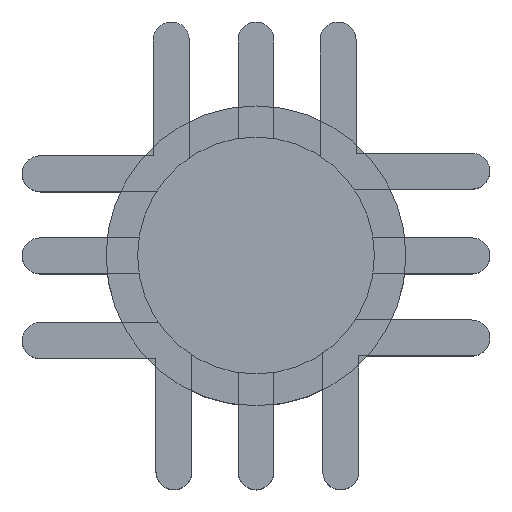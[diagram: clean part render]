
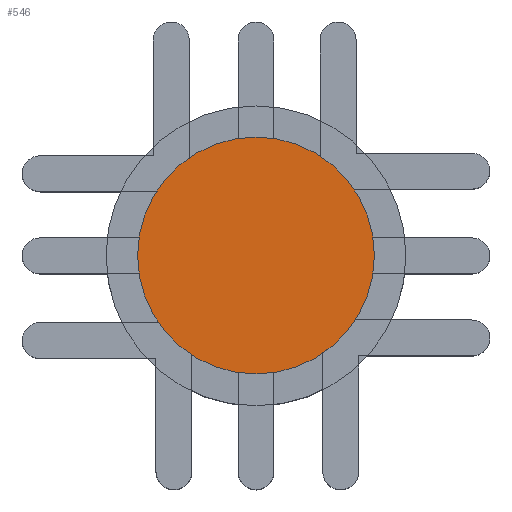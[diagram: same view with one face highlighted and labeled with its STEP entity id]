
A CAD part, top view. The second image highlights one B-rep face of the part: STEP entity #546.
In plain terms, the highlighted planar face has unit normal (0, 0, 1).
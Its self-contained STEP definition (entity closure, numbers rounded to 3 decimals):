
#93 = VERTEX_POINT ( 'NONE', #1546 ) ;
#124 = AXIS2_PLACEMENT_3D ( 'NONE', #463, #411, #420 ) ;
#152 = EDGE_CURVE ( 'NONE', #376, #93, #154, .T. ) ;
#154 = CIRCLE ( 'NONE', #406, 6.584 ) ;
#242 = CARTESIAN_POINT ( 'NONE',  ( 6.584, 0., 20. ) ) ;
#376 = VERTEX_POINT ( 'NONE', #242 ) ;
#406 = AXIS2_PLACEMENT_3D ( 'NONE', #1460, #1463, #1474 ) ;
#411 = DIRECTION ( 'NONE',  ( 0., 0., 1. ) ) ;
#420 = DIRECTION ( 'NONE',  ( 1., 0., 0. ) ) ;
#447 = FACE_OUTER_BOUND ( 'NONE', #912, .T. ) ;
#463 = CARTESIAN_POINT ( 'NONE',  ( 0., 0., 20. ) ) ;
#546 = ADVANCED_FACE ( 'NONE', ( #447 ), #1087, .T. ) ;
#790 = CIRCLE ( 'NONE', #124, 6.584 ) ;
#820 = AXIS2_PLACEMENT_3D ( 'NONE', #1106, #1193, #1100 ) ;
#912 = EDGE_LOOP ( 'NONE', ( #1227, #1246 ) ) ;
#991 = EDGE_CURVE ( 'NONE', #93, #376, #790, .T. ) ;
#1087 = PLANE ( 'NONE',  #820 ) ;
#1100 = DIRECTION ( 'NONE',  ( 1., 0., 0. ) ) ;
#1106 = CARTESIAN_POINT ( 'NONE',  ( 0., 0., 20. ) ) ;
#1193 = DIRECTION ( 'NONE',  ( 0., 0., 1. ) ) ;
#1227 = ORIENTED_EDGE ( 'NONE', *, *, #991, .T. ) ;
#1246 = ORIENTED_EDGE ( 'NONE', *, *, #152, .T. ) ;
#1460 = CARTESIAN_POINT ( 'NONE',  ( 0., 0., 20. ) ) ;
#1463 = DIRECTION ( 'NONE',  ( 0., 0., 1. ) ) ;
#1474 = DIRECTION ( 'NONE',  ( 1., 0., 0. ) ) ;
#1546 = CARTESIAN_POINT ( 'NONE',  ( -6.584, 0., 20. ) ) ;
